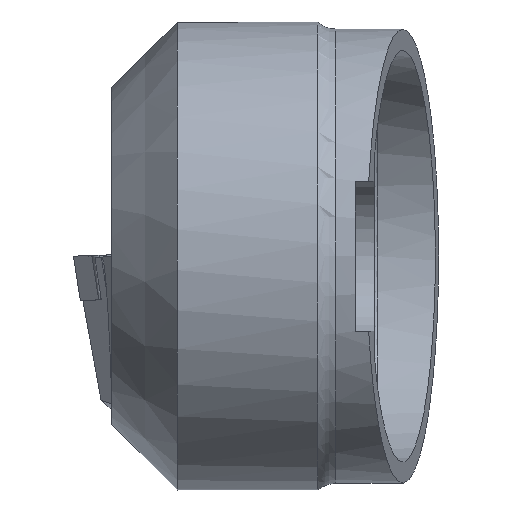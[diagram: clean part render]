
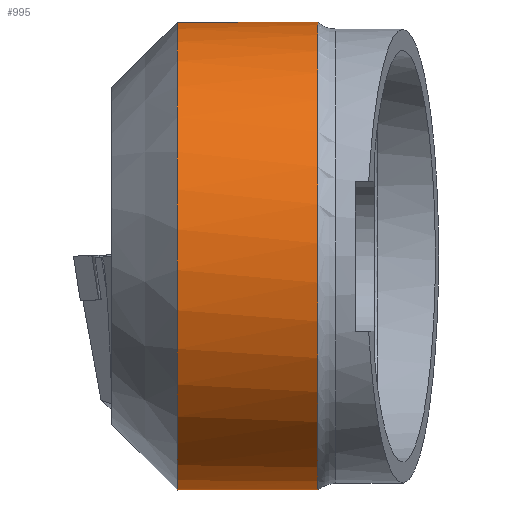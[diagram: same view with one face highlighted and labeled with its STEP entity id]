
A CAD part, front view. The second image highlights one B-rep face of the part: STEP entity #995.
In plain terms, the highlighted cylindrical face has radius 12.5 mm (diameter 25 mm), a partial arc.
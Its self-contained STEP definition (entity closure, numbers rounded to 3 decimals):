
#24 = ORIENTED_EDGE ( 'NONE', *, *, #2575, .T. ) ;
#47 = EDGE_LOOP ( 'NONE', ( #2318, #24, #791, #3238, #1994 ) ) ;
#56 = CARTESIAN_POINT ( 'NONE',  ( -3.005, 2.812, -12.18 ) ) ;
#156 = EDGE_CURVE ( 'NONE', #2323, #1047, #533, .T. ) ;
#373 = CARTESIAN_POINT ( 'NONE',  ( -4.998, 11.062, 5.825 ) ) ;
#393 = CARTESIAN_POINT ( 'NONE',  ( -7.524, 10.951, 6.032 ) ) ;
#533 = LINE ( 'NONE', #1436, #3485 ) ;
#728 = AXIS2_PLACEMENT_3D ( 'NONE', #3264, #1127, #2732 ) ;
#780 = CARTESIAN_POINT ( 'NONE',  ( -10.583, 10.833, 6.236 ) ) ;
#791 = ORIENTED_EDGE ( 'NONE', *, *, #2816, .T. ) ;
#798 = VERTEX_POINT ( 'NONE', #780 ) ;
#849 = CARTESIAN_POINT ( 'NONE',  ( -16., 0., 0. ) ) ;
#995 = ADVANCED_FACE ( 'NONE', ( #1990 ), #1351, .T. ) ;
#1047 = VERTEX_POINT ( 'NONE', #56 ) ;
#1065 =( BOUNDED_CURVE ( )  B_SPLINE_CURVE ( 3, ( #2824, #373, #393, #2589 ),
 .UNSPECIFIED., .F., .F. ) 
 B_SPLINE_CURVE_WITH_KNOTS ( ( 4, 4 ),
 ( 0.105, 0.161 ),
 .UNSPECIFIED. ) 
 CURVE ( )  GEOMETRIC_REPRESENTATION_ITEM ( )  RATIONAL_B_SPLINE_CURVE ( ( 1., 1., 1., 1. ) ) 
 REPRESENTATION_ITEM ( '' )  );
#1127 = DIRECTION ( 'NONE',  ( -1., 0., 0. ) ) ;
#1351 = CYLINDRICAL_SURFACE ( 'NONE', #2720, 12.5 ) ;
#1370 = DIRECTION ( 'NONE',  ( 1., 0., 0. ) ) ;
#1405 = DIRECTION ( 'NONE',  ( 1., 0., 0. ) ) ;
#1436 = CARTESIAN_POINT ( 'NONE',  ( -16., 2.812, -12.18 ) ) ;
#1496 = EDGE_CURVE ( 'NONE', #2323, #3371, #2535, .T. ) ;
#1540 = CARTESIAN_POINT ( 'NONE',  ( -3.005, 0., 0. ) ) ;
#1643 = AXIS2_PLACEMENT_3D ( 'NONE', #1540, #3446, #1814 ) ;
#1676 = DIRECTION ( 'NONE',  ( 0., 0., -1. ) ) ;
#1744 = VERTEX_POINT ( 'NONE', #2886 ) ;
#1814 = DIRECTION ( 'NONE',  ( 0., 0., -1. ) ) ;
#1990 = FACE_OUTER_BOUND ( 'NONE', #47, .T. ) ;
#1994 = ORIENTED_EDGE ( 'NONE', *, *, #156, .T. ) ;
#2154 = CARTESIAN_POINT ( 'NONE',  ( -10.5, 10.356, 7. ) ) ;
#2186 = CARTESIAN_POINT ( 'NONE',  ( -10.5, 10.526, 6.749 ) ) ;
#2195 = CARTESIAN_POINT ( 'NONE',  ( -10.528, 10.685, 6.494 ) ) ;
#2318 = ORIENTED_EDGE ( 'NONE', *, *, #3293, .F. ) ;
#2323 = VERTEX_POINT ( 'NONE', #2585 ) ;
#2387 = CARTESIAN_POINT ( 'NONE',  ( -10.5, 10.356, 7. ) ) ;
#2428 = CARTESIAN_POINT ( 'NONE',  ( -10.583, 10.833, 6.236 ) ) ;
#2450 = B_SPLINE_CURVE_WITH_KNOTS ( 'NONE', 3,
 ( #2428, #2195, #2186, #2154 ),
 .UNSPECIFIED., .F., .F.,
 ( 4, 4 ),
 ( 0.002, 0.003 ),
 .UNSPECIFIED. ) ;
#2535 = CIRCLE ( 'NONE', #728, 12.5 ) ;
#2575 = EDGE_CURVE ( 'NONE', #1744, #798, #1065, .T. ) ;
#2585 = CARTESIAN_POINT ( 'NONE',  ( -10.5, 2.812, -12.18 ) ) ;
#2589 = CARTESIAN_POINT ( 'NONE',  ( -10.583, 10.833, 6.236 ) ) ;
#2657 = CIRCLE ( 'NONE', #1643, 12.5 ) ;
#2720 = AXIS2_PLACEMENT_3D ( 'NONE', #849, #1370, #1676 ) ;
#2732 = DIRECTION ( 'NONE',  ( 0., 0., 1. ) ) ;
#2816 = EDGE_CURVE ( 'NONE', #798, #3371, #2450, .T. ) ;
#2824 = CARTESIAN_POINT ( 'NONE',  ( -3.005, 11.168, 5.615 ) ) ;
#2886 = CARTESIAN_POINT ( 'NONE',  ( -3.005, 11.168, 5.615 ) ) ;
#3238 = ORIENTED_EDGE ( 'NONE', *, *, #1496, .F. ) ;
#3264 = CARTESIAN_POINT ( 'NONE',  ( -10.5, 0., 0. ) ) ;
#3293 = EDGE_CURVE ( 'NONE', #1744, #1047, #2657, .T. ) ;
#3371 = VERTEX_POINT ( 'NONE', #2387 ) ;
#3446 = DIRECTION ( 'NONE',  ( 1., 0., 0. ) ) ;
#3485 = VECTOR ( 'NONE', #1405, 1000. ) ;
